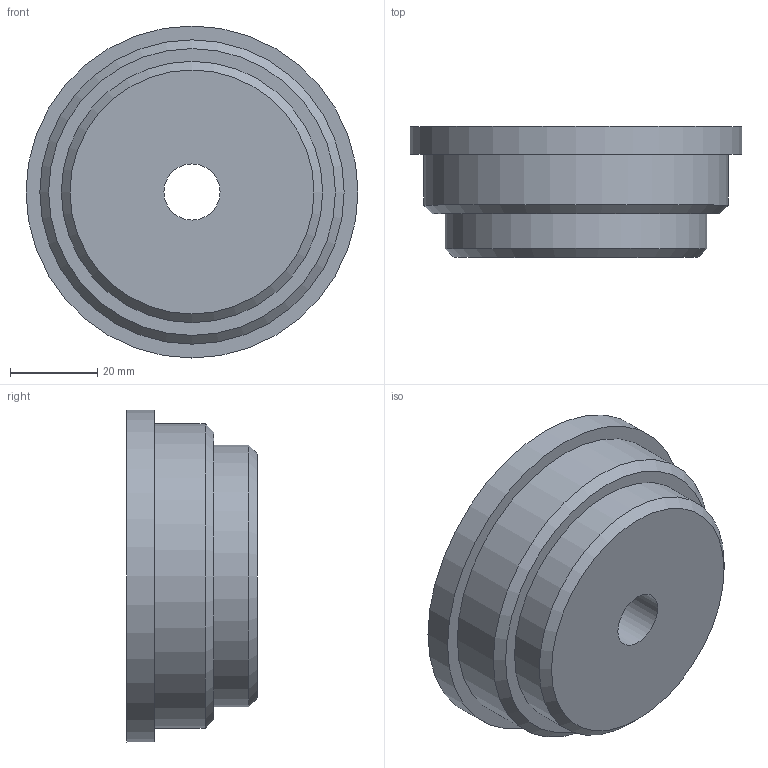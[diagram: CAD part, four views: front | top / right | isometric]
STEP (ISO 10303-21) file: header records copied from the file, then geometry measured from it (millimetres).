
FILE_DESCRIPTION(/* description */ (''),/* implementation_level */ '2;1');
FILE_NAME(/* name */ 'Step''s/1-Belt stepper Roller endcap v1.step',/* time_stamp */ '2019-10-20T16:52:03-04:00',/* author */ (''),/* organization */ (''),/* preprocessor_version */ 'ST-DEVELOPER v18',/* originating_system */ 'Autodesk Translation Framework v8.6.0.1094',/* authorisation */ '');
FILE_SCHEMA (('AUTOMOTIVE_DESIGN { 1 0 10303 214 3 1 1 }'));
Length unit declared in the file: millimetre
Products named in the file (2): 1-Belt stepper Roller endcap; 4-Roller_End_Cap v2 (1)
Assembly tree (1 placements, depth 2):
  1-Belt stepper Roller endcap
    4-Roller_End_Cap v2 (1)
Bounding box: 76.2 x 30 x 76.2 mm (x, y, z)
Volume: 79536.9 mm3; surface area: 17029.3 mm2
Topology: 1 solids, 1 shells, 14 faces, 27 edges, 18 vertices
Faces by surface type: cylinder 5, plane 5, cone 2, torus 2
Full cylindrical faces by diameter (mm): 12.9 x1, 40 x1, 60 x1, 69.85 x1, 76.2 x1
Entity records: 435 total; most frequent: DIRECTION 81, CARTESIAN_POINT 62, ORIENTED_EDGE 54, AXIS2_PLACEMENT_3D 37, EDGE_CURVE 27, CIRCLE 20, EDGE_LOOP 19, VERTEX_POINT 18
